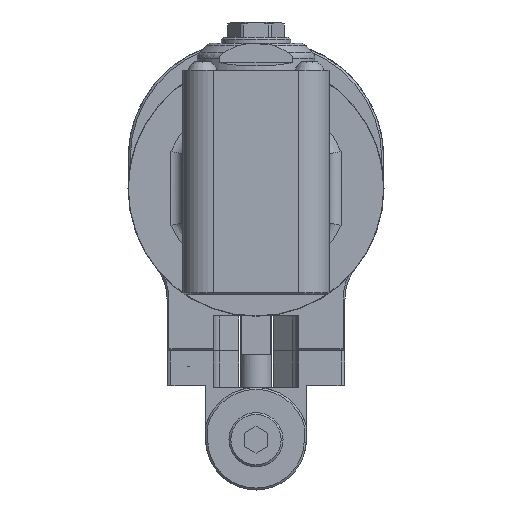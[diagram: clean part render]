
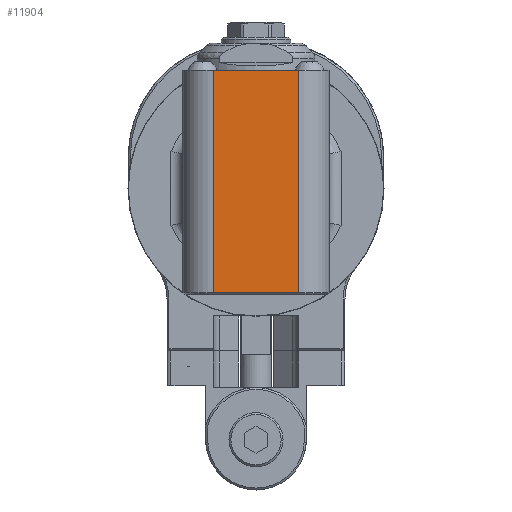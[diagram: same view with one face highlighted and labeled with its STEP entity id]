
A CAD part, front view. The second image highlights one B-rep face of the part: STEP entity #11904.
In plain terms, the highlighted planar face has unit normal (0, -1, 0).
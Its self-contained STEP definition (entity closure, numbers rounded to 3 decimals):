
#1167=LINE('',#31175,#2044);
#1169=LINE('',#31183,#2046);
#1185=LINE('',#31260,#2062);
#1186=LINE('',#31263,#2063);
#2044=VECTOR('',#16311,57.5);
#2046=VECTOR('',#16319,22.);
#2062=VECTOR('',#16373,57.5);
#2063=VECTOR('',#16378,22.);
#3118=FACE_OUTER_BOUND('',#3951,.T.);
#3951=EDGE_LOOP('',(#10313,#10314,#10315,#10316));
#5643=VERTEX_POINT('',#31172);
#5644=VERTEX_POINT('',#31174);
#5647=VERTEX_POINT('',#31182);
#5673=VERTEX_POINT('',#31259);
#7226=EDGE_CURVE('',#5644,#5643,#1167,.T.);
#7230=EDGE_CURVE('',#5644,#5647,#1169,.T.);
#7263=EDGE_CURVE('',#5647,#5673,#1185,.T.);
#7265=EDGE_CURVE('',#5643,#5673,#1186,.T.);
#10313=ORIENTED_EDGE('',*,*,#7226,.T.);
#10314=ORIENTED_EDGE('',*,*,#7265,.T.);
#10315=ORIENTED_EDGE('',*,*,#7263,.F.);
#10316=ORIENTED_EDGE('',*,*,#7230,.F.);
#11246=PLANE('',#13205);
#11904=ADVANCED_FACE('',(#3118),#11246,.F.);
#13205=AXIS2_PLACEMENT_3D('',#31262,#16376,#16377);
#16311=DIRECTION('',(0.,0.,-1.));
#16319=DIRECTION('',(1.,0.,0.));
#16373=DIRECTION('',(0.,0.,-1.));
#16376=DIRECTION('center_axis',(0.,1.,0.));
#16377=DIRECTION('ref_axis',(0.,0.,-1.));
#16378=DIRECTION('',(1.,0.,0.));
#31172=CARTESIAN_POINT('',(-11.,-19.,-27.));
#31174=CARTESIAN_POINT('',(-11.,-19.,30.5));
#31175=CARTESIAN_POINT('',(-11.,-19.,30.5));
#31182=CARTESIAN_POINT('',(11.,-19.,30.5));
#31183=CARTESIAN_POINT('',(-11.,-19.,30.5));
#31259=CARTESIAN_POINT('',(11.,-19.,-27.));
#31260=CARTESIAN_POINT('',(11.,-19.,30.5));
#31262=CARTESIAN_POINT('Origin',(-33.3,-19.,25.));
#31263=CARTESIAN_POINT('',(-11.,-19.,-27.));
